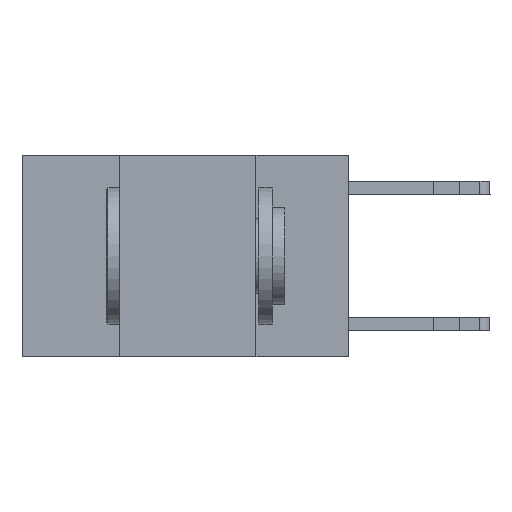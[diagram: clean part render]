
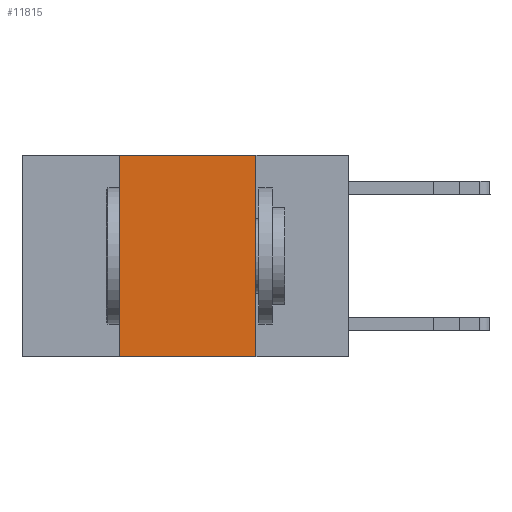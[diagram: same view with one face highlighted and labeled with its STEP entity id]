
A CAD part, left-side view. The second image highlights one B-rep face of the part: STEP entity #11815.
In plain terms, the highlighted planar face has unit normal (-1, 0, 0).
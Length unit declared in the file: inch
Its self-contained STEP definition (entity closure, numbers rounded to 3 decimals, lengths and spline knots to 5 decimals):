
#145 = LINE ( 'NONE', #2514, #11488 ) ;
#820 = DIRECTION ( 'NONE',  ( 0., 0., -1. ) ) ;
#1202 = DIRECTION ( 'NONE',  ( 0., -1., 0. ) ) ;
#1786 = CARTESIAN_POINT ( 'NONE',  ( 0., 0.17, 0. ) ) ;
#2039 = FACE_OUTER_BOUND ( 'NONE', #11035, .T. ) ;
#2213 = CARTESIAN_POINT ( 'NONE',  ( 0., 0.6, -0.37 ) ) ;
#2514 = CARTESIAN_POINT ( 'NONE',  ( 0., 0.6, 0. ) ) ;
#2551 = VERTEX_POINT ( 'NONE', #1786 ) ;
#3097 = CARTESIAN_POINT ( 'NONE',  ( 0., 0.17, -0.37 ) ) ;
#3178 = PLANE ( 'NONE',  #11837 ) ;
#3266 = DIRECTION ( 'NONE',  ( 0., 0., 1. ) ) ;
#3347 = CARTESIAN_POINT ( 'NONE',  ( 0., 0.42, -0.37 ) ) ;
#5771 = CARTESIAN_POINT ( 'NONE',  ( 0., 0.42, 0. ) ) ;
#5852 = LINE ( 'NONE', #10841, #8499 ) ;
#7603 = ORIENTED_EDGE ( 'NONE', *, *, #14008, .F. ) ;
#8152 = CARTESIAN_POINT ( 'NONE',  ( 0., 0.6, 0. ) ) ;
#8240 = LINE ( 'NONE', #5771, #12511 ) ;
#8499 = VECTOR ( 'NONE', #15854, 39.37008 ) ;
#9072 = EDGE_CURVE ( 'NONE', #10562, #12589, #8240, .T. ) ;
#9949 = DIRECTION ( 'NONE',  ( 0., -1., 0. ) ) ;
#10102 = ORIENTED_EDGE ( 'NONE', *, *, #10694, .T. ) ;
#10562 = VERTEX_POINT ( 'NONE', #3347 ) ;
#10694 = EDGE_CURVE ( 'NONE', #10562, #13422, #13465, .T. ) ;
#10841 = CARTESIAN_POINT ( 'NONE',  ( 0., 0.17, 0. ) ) ;
#11035 = EDGE_LOOP ( 'NONE', ( #12250, #7603, #13584, #10102 ) ) ;
#11488 = VECTOR ( 'NONE', #1202, 39.37008 ) ;
#11815 = ADVANCED_FACE ( 'NONE', ( #2039 ), #3178, .F. ) ;
#11837 = AXIS2_PLACEMENT_3D ( 'NONE', #8152, #14610, #820 ) ;
#12198 = CARTESIAN_POINT ( 'NONE',  ( 0., 0.42, 0. ) ) ;
#12208 = EDGE_CURVE ( 'NONE', #2551, #13422, #5852, .T. ) ;
#12250 = ORIENTED_EDGE ( 'NONE', *, *, #12208, .F. ) ;
#12511 = VECTOR ( 'NONE', #3266, 39.37008 ) ;
#12589 = VERTEX_POINT ( 'NONE', #12198 ) ;
#13398 = VECTOR ( 'NONE', #9949, 39.37008 ) ;
#13422 = VERTEX_POINT ( 'NONE', #3097 ) ;
#13465 = LINE ( 'NONE', #2213, #13398 ) ;
#13584 = ORIENTED_EDGE ( 'NONE', *, *, #9072, .F. ) ;
#14008 = EDGE_CURVE ( 'NONE', #12589, #2551, #145, .T. ) ;
#14610 = DIRECTION ( 'NONE',  ( 1., 0., 0. ) ) ;
#15854 = DIRECTION ( 'NONE',  ( 0., 0., -1. ) ) ;
